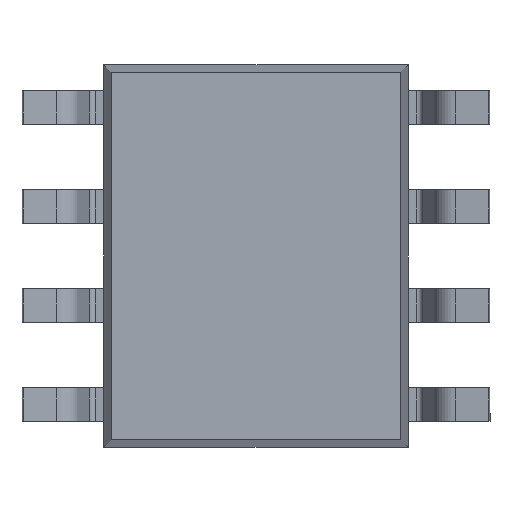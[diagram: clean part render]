
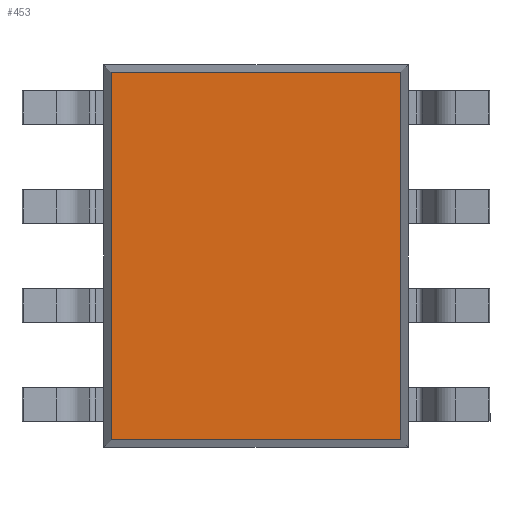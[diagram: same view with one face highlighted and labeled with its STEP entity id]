
A CAD part, front view. The second image highlights one B-rep face of the part: STEP entity #453.
In plain terms, the highlighted planar face has unit normal (0, -1, 0).
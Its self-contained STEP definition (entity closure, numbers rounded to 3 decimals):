
#6 = EDGE_CURVE ( 'NONE', #370, #3486, #2415, .T. ) ;
#202 = LINE ( 'NONE', #3394, #1692 ) ;
#331 = VERTEX_POINT ( 'NONE', #2249 ) ;
#370 = VERTEX_POINT ( 'NONE', #1455 ) ;
#374 = LINE ( 'NONE', #3228, #1816 ) ;
#453 = ADVANCED_FACE ( 'NONE', ( #1111 ), #2043, .T. ) ;
#879 = CARTESIAN_POINT ( 'NONE',  ( -1.907, 0.2, 2.45 ) ) ;
#1111 = FACE_OUTER_BOUND ( 'NONE', #2734, .T. ) ;
#1155 = DIRECTION ( 'NONE',  ( -1., 0., 0. ) ) ;
#1260 = EDGE_CURVE ( 'NONE', #3486, #331, #3459, .T. ) ;
#1400 = ORIENTED_EDGE ( 'NONE', *, *, #3008, .T. ) ;
#1455 = CARTESIAN_POINT ( 'NONE',  ( -1.907, 0.2, 2.357 ) ) ;
#1470 = VERTEX_POINT ( 'NONE', #2860 ) ;
#1477 = ORIENTED_EDGE ( 'NONE', *, *, #3246, .T. ) ;
#1599 = VECTOR ( 'NONE', #3573, 1000. ) ;
#1671 = ORIENTED_EDGE ( 'NONE', *, *, #1260, .T. ) ;
#1692 = VECTOR ( 'NONE', #1919, 1000. ) ;
#1816 = VECTOR ( 'NONE', #1155, 1000. ) ;
#1899 = CARTESIAN_POINT ( 'NONE',  ( -1.907, 0.2, -2.357 ) ) ;
#1919 = DIRECTION ( 'NONE',  ( 0., 0., 1. ) ) ;
#2028 = VECTOR ( 'NONE', #2757, 1000. ) ;
#2043 = PLANE ( 'NONE',  #2597 ) ;
#2249 = CARTESIAN_POINT ( 'NONE',  ( 1.807, 0.2, -2.357 ) ) ;
#2415 = LINE ( 'NONE', #879, #1599 ) ;
#2597 = AXIS2_PLACEMENT_3D ( 'NONE', #3537, #3267, #2958 ) ;
#2734 = EDGE_LOOP ( 'NONE', ( #3707, #1671, #1400, #1477 ) ) ;
#2757 = DIRECTION ( 'NONE',  ( 1., 0., 0. ) ) ;
#2860 = CARTESIAN_POINT ( 'NONE',  ( 1.807, 0.2, 2.357 ) ) ;
#2958 = DIRECTION ( 'NONE',  ( 0., 0., -1. ) ) ;
#3008 = EDGE_CURVE ( 'NONE', #331, #1470, #202, .T. ) ;
#3228 = CARTESIAN_POINT ( 'NONE',  ( 1.9, 0.2, 2.357 ) ) ;
#3246 = EDGE_CURVE ( 'NONE', #1470, #370, #374, .T. ) ;
#3267 = DIRECTION ( 'NONE',  ( 0., -1., 0. ) ) ;
#3343 = CARTESIAN_POINT ( 'NONE',  ( -2., 0.2, -2.357 ) ) ;
#3394 = CARTESIAN_POINT ( 'NONE',  ( 1.807, 0.2, -2.45 ) ) ;
#3459 = LINE ( 'NONE', #3343, #2028 ) ;
#3486 = VERTEX_POINT ( 'NONE', #1899 ) ;
#3537 = CARTESIAN_POINT ( 'NONE',  ( -0.05, 0.2, 0. ) ) ;
#3573 = DIRECTION ( 'NONE',  ( 0., 0., -1. ) ) ;
#3707 = ORIENTED_EDGE ( 'NONE', *, *, #6, .T. ) ;
